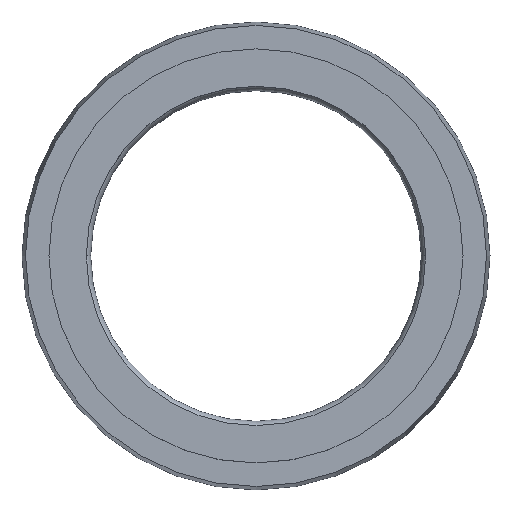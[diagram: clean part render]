
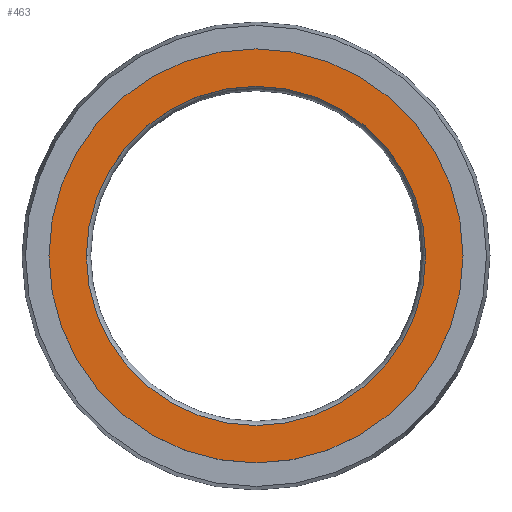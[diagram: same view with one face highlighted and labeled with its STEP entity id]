
A CAD part, top view. The second image highlights one B-rep face of the part: STEP entity #463.
In plain terms, the highlighted planar face has unit normal (0, 0, 1).
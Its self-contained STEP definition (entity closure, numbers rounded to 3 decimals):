
#1 = DIRECTION ( 'NONE',  ( 1., 0., 0. ) ) ;
#21 = EDGE_LOOP ( 'NONE', ( #291, #432 ) ) ;
#71 = PLANE ( 'NONE',  #422 ) ;
#82 = CIRCLE ( 'NONE', #575, 11.9 ) ;
#83 = CARTESIAN_POINT ( 'NONE',  ( 0., 0., 0. ) ) ;
#90 = VERTEX_POINT ( 'NONE', #538 ) ;
#137 = AXIS2_PLACEMENT_3D ( 'NONE', #212, #417, #272 ) ;
#150 = DIRECTION ( 'NONE',  ( 1., 0., 0. ) ) ;
#171 = FACE_OUTER_BOUND ( 'NONE', #21, .T. ) ;
#184 = EDGE_CURVE ( 'NONE', #336, #402, #483, .T. ) ;
#195 = CARTESIAN_POINT ( 'NONE',  ( -9.75, 0., 0. ) ) ;
#208 = CARTESIAN_POINT ( 'NONE',  ( 0., 0., 0. ) ) ;
#212 = CARTESIAN_POINT ( 'NONE',  ( 0., 0., 0. ) ) ;
#216 = EDGE_LOOP ( 'NONE', ( #424, #528 ) ) ;
#222 = CARTESIAN_POINT ( 'NONE',  ( -11.9, 0., 0. ) ) ;
#262 = EDGE_CURVE ( 'NONE', #402, #336, #82, .T. ) ;
#267 = CARTESIAN_POINT ( 'NONE',  ( 11.9, 0., 0. ) ) ;
#272 = DIRECTION ( 'NONE',  ( 1., 0., 0. ) ) ;
#289 = AXIS2_PLACEMENT_3D ( 'NONE', #83, #390, #298 ) ;
#291 = ORIENTED_EDGE ( 'NONE', *, *, #184, .T. ) ;
#298 = DIRECTION ( 'NONE',  ( 1., 0., 0. ) ) ;
#302 = AXIS2_PLACEMENT_3D ( 'NONE', #448, #407, #150 ) ;
#336 = VERTEX_POINT ( 'NONE', #267 ) ;
#341 = CIRCLE ( 'NONE', #289, 9.75 ) ;
#372 = EDGE_CURVE ( 'NONE', #624, #90, #614, .T. ) ;
#390 = DIRECTION ( 'NONE',  ( 0., 0., 1. ) ) ;
#402 = VERTEX_POINT ( 'NONE', #222 ) ;
#407 = DIRECTION ( 'NONE',  ( 0., 0., 1. ) ) ;
#417 = DIRECTION ( 'NONE',  ( 0., 0., 1. ) ) ;
#422 = AXIS2_PLACEMENT_3D ( 'NONE', #570, #566, #518 ) ;
#424 = ORIENTED_EDGE ( 'NONE', *, *, #530, .F. ) ;
#432 = ORIENTED_EDGE ( 'NONE', *, *, #262, .T. ) ;
#448 = CARTESIAN_POINT ( 'NONE',  ( 0., 0., 0. ) ) ;
#463 = ADVANCED_FACE ( 'NONE', ( #595, #171 ), #71, .F. ) ;
#483 = CIRCLE ( 'NONE', #302, 11.9 ) ;
#518 = DIRECTION ( 'NONE',  ( -1., 0., 0. ) ) ;
#528 = ORIENTED_EDGE ( 'NONE', *, *, #372, .F. ) ;
#530 = EDGE_CURVE ( 'NONE', #90, #624, #341, .T. ) ;
#538 = CARTESIAN_POINT ( 'NONE',  ( 9.75, 0., 0. ) ) ;
#551 = DIRECTION ( 'NONE',  ( 0., 0., 1. ) ) ;
#566 = DIRECTION ( 'NONE',  ( 0., 0., -1. ) ) ;
#570 = CARTESIAN_POINT ( 'NONE',  ( 0., 0., 0. ) ) ;
#575 = AXIS2_PLACEMENT_3D ( 'NONE', #208, #551, #1 ) ;
#595 = FACE_BOUND ( 'NONE', #216, .T. ) ;
#614 = CIRCLE ( 'NONE', #137, 9.75 ) ;
#624 = VERTEX_POINT ( 'NONE', #195 ) ;
